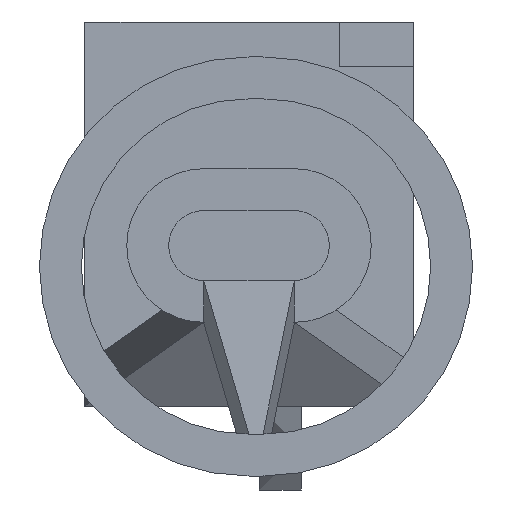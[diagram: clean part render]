
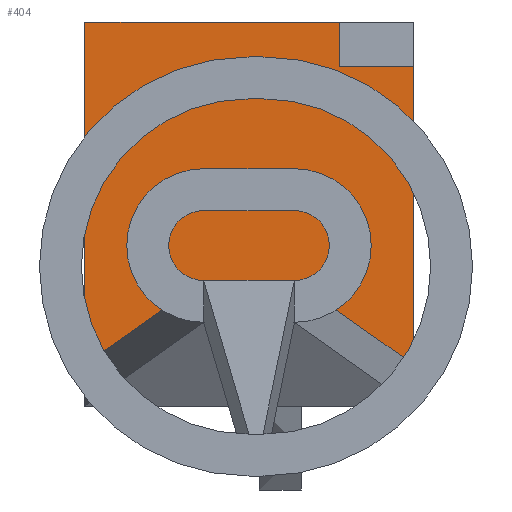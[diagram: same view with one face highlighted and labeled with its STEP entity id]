
A CAD part, front view. The second image highlights one B-rep face of the part: STEP entity #404.
In plain terms, the highlighted planar face has unit normal (0, -1, 0).
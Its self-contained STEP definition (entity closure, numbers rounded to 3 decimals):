
#104=PLANE('',#1107);
#154=LINE('',#1535,#277);
#172=LINE('',#1573,#295);
#176=LINE('',#1582,#299);
#193=LINE('',#1613,#316);
#196=LINE('',#1618,#319);
#220=LINE('',#1668,#343);
#277=VECTOR('',#1227,1.);
#295=VECTOR('',#1253,1.);
#299=VECTOR('',#1259,1.);
#316=VECTOR('',#1282,1.);
#319=VECTOR('',#1287,1.);
#343=VECTOR('',#1343,1.);
#404=ADVANCED_FACE('',(#462),#104,.T.);
#462=FACE_OUTER_BOUND('',#521,.T.);
#521=EDGE_LOOP('',(#760,#761,#762,#763,#764,#765));
#760=ORIENTED_EDGE('',*,*,#978,.F.);
#761=ORIENTED_EDGE('',*,*,#960,.T.);
#762=ORIENTED_EDGE('',*,*,#982,.T.);
#763=ORIENTED_EDGE('',*,*,#999,.T.);
#764=ORIENTED_EDGE('',*,*,#1002,.T.);
#765=ORIENTED_EDGE('',*,*,#1026,.F.);
#849=VERTEX_POINT('',#1526);
#851=VERTEX_POINT('',#1532);
#868=VERTEX_POINT('',#1574);
#871=VERTEX_POINT('',#1581);
#882=VERTEX_POINT('',#1612);
#883=VERTEX_POINT('',#1617);
#960=EDGE_CURVE('',#851,#849,#154,.T.);
#978=EDGE_CURVE('',#851,#868,#172,.T.);
#982=EDGE_CURVE('',#849,#871,#176,.T.);
#999=EDGE_CURVE('',#871,#882,#193,.T.);
#1002=EDGE_CURVE('',#882,#883,#196,.T.);
#1026=EDGE_CURVE('',#868,#883,#220,.T.);
#1107=AXIS2_PLACEMENT_3D('',#1669,#1344,#1345);
#1227=DIRECTION('',(1.,0.,0.));
#1253=DIRECTION('',(0.,0.,1.));
#1259=DIRECTION('',(0.,0.,1.));
#1282=DIRECTION('',(-1.,0.,0.));
#1287=DIRECTION('',(0.,0.,1.));
#1343=DIRECTION('',(1.,0.,0.));
#1344=DIRECTION('',(0.,-1.,0.));
#1345=DIRECTION('',(0.,0.,-1.));
#1526=CARTESIAN_POINT('',(1.175,0.,0.3));
#1532=CARTESIAN_POINT('',(-1.175,0.,0.3));
#1535=CARTESIAN_POINT('',(-1.175,0.,0.3));
#1573=CARTESIAN_POINT('',(-1.175,0.,2.75));
#1574=CARTESIAN_POINT('',(-1.175,0.,2.75));
#1581=CARTESIAN_POINT('',(1.175,0.,2.43));
#1582=CARTESIAN_POINT('',(1.175,0.,0.186));
#1612=CARTESIAN_POINT('',(0.65,0.,2.43));
#1613=CARTESIAN_POINT('',(0.057,0.,2.43));
#1617=CARTESIAN_POINT('',(0.65,0.,2.75));
#1618=CARTESIAN_POINT('',(0.65,0.,0.186));
#1668=CARTESIAN_POINT('',(-1.175,0.,2.75));
#1669=CARTESIAN_POINT('',(0.057,0.,0.186));
